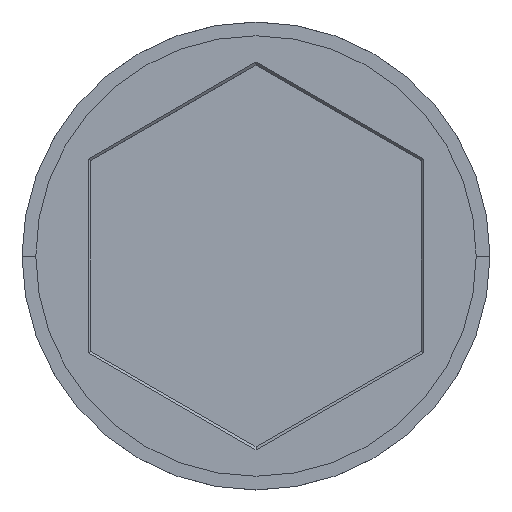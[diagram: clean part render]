
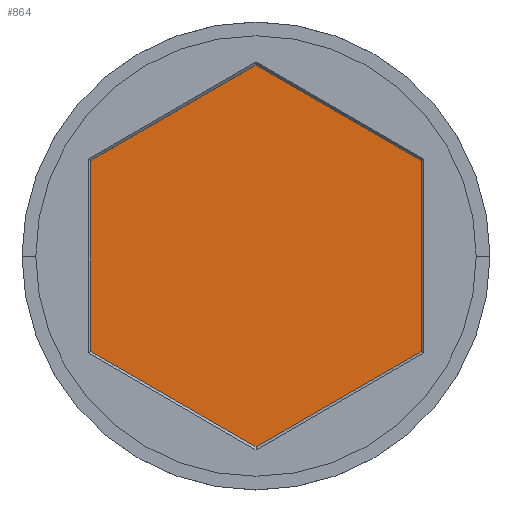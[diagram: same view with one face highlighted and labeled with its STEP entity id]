
A CAD part, top view. The second image highlights one B-rep face of the part: STEP entity #864.
In plain terms, the highlighted planar face has unit normal (0, 0, 1).
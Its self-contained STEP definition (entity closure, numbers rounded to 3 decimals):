
#8 = CARTESIAN_POINT ( 'NONE',  ( -6., -3.464, -2. ) ) ;
#16 = CARTESIAN_POINT ( 'NONE',  ( -6., 3.464, -2. ) ) ;
#41 = FACE_OUTER_BOUND ( 'NONE', #580, .T. ) ;
#50 = DIRECTION ( 'NONE',  ( 0., 0., 1. ) ) ;
#56 = VERTEX_POINT ( 'NONE', #8 ) ;
#68 = CARTESIAN_POINT ( 'NONE',  ( -3., -5.196, -2. ) ) ;
#76 = CARTESIAN_POINT ( 'NONE',  ( 0., -6.928, -2. ) ) ;
#82 = ORIENTED_EDGE ( 'NONE', *, *, #1481, .T. ) ;
#101 = ORIENTED_EDGE ( 'NONE', *, *, #885, .T. ) ;
#121 = ORIENTED_EDGE ( 'NONE', *, *, #337, .T. ) ;
#151 = CARTESIAN_POINT ( 'NONE',  ( -3., 5.196, -2. ) ) ;
#197 = VERTEX_POINT ( 'NONE', #349 ) ;
#207 = CARTESIAN_POINT ( 'NONE',  ( 6., 0., -2. ) ) ;
#213 = LINE ( 'NONE', #207, #1414 ) ;
#226 = VERTEX_POINT ( 'NONE', #76 ) ;
#262 = CARTESIAN_POINT ( 'NONE',  ( -6., 0., -2. ) ) ;
#277 = LINE ( 'NONE', #151, #1453 ) ;
#299 = ORIENTED_EDGE ( 'NONE', *, *, #502, .T. ) ;
#337 = EDGE_CURVE ( 'NONE', #1562, #56, #504, .T. ) ;
#349 = CARTESIAN_POINT ( 'NONE',  ( 6., 3.464, -2. ) ) ;
#380 = CARTESIAN_POINT ( 'NONE',  ( 6., -3.464, -2. ) ) ;
#413 = EDGE_CURVE ( 'NONE', #226, #688, #811, .T. ) ;
#439 = VERTEX_POINT ( 'NONE', #858 ) ;
#469 = ORIENTED_EDGE ( 'NONE', *, *, #413, .T. ) ;
#502 = EDGE_CURVE ( 'NONE', #439, #1562, #277, .T. ) ;
#504 = LINE ( 'NONE', #262, #905 ) ;
#527 = DIRECTION ( 'NONE',  ( 1., 0., 0. ) ) ;
#580 = EDGE_LOOP ( 'NONE', ( #1110, #299, #121, #101, #469, #82 ) ) ;
#650 = CARTESIAN_POINT ( 'NONE',  ( 0., 0., -2. ) ) ;
#688 = VERTEX_POINT ( 'NONE', #380 ) ;
#790 = PLANE ( 'NONE',  #1527 ) ;
#811 = LINE ( 'NONE', #1555, #1308 ) ;
#855 = VECTOR ( 'NONE', #970, 1000. ) ;
#858 = CARTESIAN_POINT ( 'NONE',  ( 0., 6.928, -2. ) ) ;
#864 = ADVANCED_FACE ( 'NONE', ( #41 ), #790, .T. ) ;
#885 = EDGE_CURVE ( 'NONE', #56, #226, #921, .T. ) ;
#905 = VECTOR ( 'NONE', #1523, 1000. ) ;
#921 = LINE ( 'NONE', #68, #1501 ) ;
#968 = DIRECTION ( 'NONE',  ( -0.866, -0.5, 0. ) ) ;
#970 = DIRECTION ( 'NONE',  ( -0.866, 0.5, 0. ) ) ;
#1071 = DIRECTION ( 'NONE',  ( 0., 1., 0. ) ) ;
#1093 = LINE ( 'NONE', #1585, #855 ) ;
#1110 = ORIENTED_EDGE ( 'NONE', *, *, #1509, .T. ) ;
#1308 = VECTOR ( 'NONE', #1571, 1000. ) ;
#1414 = VECTOR ( 'NONE', #1071, 1000. ) ;
#1453 = VECTOR ( 'NONE', #968, 1000. ) ;
#1481 = EDGE_CURVE ( 'NONE', #688, #197, #213, .T. ) ;
#1501 = VECTOR ( 'NONE', #1561, 1000. ) ;
#1509 = EDGE_CURVE ( 'NONE', #197, #439, #1093, .T. ) ;
#1523 = DIRECTION ( 'NONE',  ( 0., -1., 0. ) ) ;
#1527 = AXIS2_PLACEMENT_3D ( 'NONE', #650, #50, #527 ) ;
#1555 = CARTESIAN_POINT ( 'NONE',  ( 3., -5.196, -2. ) ) ;
#1561 = DIRECTION ( 'NONE',  ( 0.866, -0.5, 0. ) ) ;
#1562 = VERTEX_POINT ( 'NONE', #16 ) ;
#1571 = DIRECTION ( 'NONE',  ( 0.866, 0.5, 0. ) ) ;
#1585 = CARTESIAN_POINT ( 'NONE',  ( 3., 5.196, -2. ) ) ;
